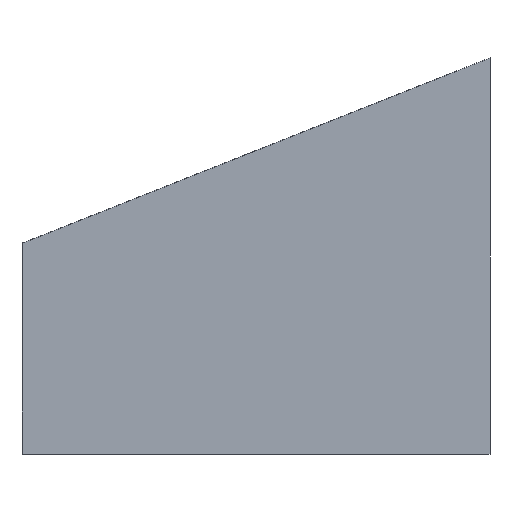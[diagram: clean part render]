
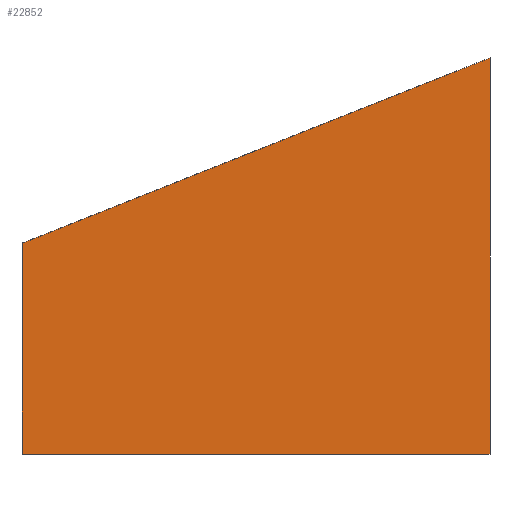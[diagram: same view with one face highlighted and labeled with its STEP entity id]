
A CAD part, left-side view. The second image highlights one B-rep face of the part: STEP entity #22852.
In plain terms, the highlighted planar face has unit normal (-1, 0, 0).
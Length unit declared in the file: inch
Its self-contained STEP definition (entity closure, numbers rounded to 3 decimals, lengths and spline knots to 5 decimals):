
#1=DIRECTION('',(0.,0.,1.));
#2=VECTOR('',#1,1.85039);
#3=CARTESIAN_POINT('',(0.,0.04724,-0.15748));
#4=LINE('',#3,#2);
#5=DIRECTION('',(0.,0.93,-0.369));
#6=VECTOR('',#5,2.35045);
#7=CARTESIAN_POINT('',(0.,0.04724,1.69291));
#8=LINE('',#7,#6);
#69=DIRECTION('',(0.,0.,1.));
#70=VECTOR('',#69,0.98425);
#71=CARTESIAN_POINT('',(0.,2.23228,-0.15748));
#72=LINE('',#71,#70);
#85=DIRECTION('',(0.,1.,0.));
#86=VECTOR('',#85,2.18504);
#87=CARTESIAN_POINT('',(0.,0.04724,-0.15748));
#88=LINE('',#87,#86);
#18231=CARTESIAN_POINT('',(0.,0.04724,-0.15748));
#18232=CARTESIAN_POINT('',(0.,0.04724,1.69291));
#18233=VERTEX_POINT('',#18231);
#18234=VERTEX_POINT('',#18232);
#18235=CARTESIAN_POINT('',(0.,2.23228,0.82677));
#18236=VERTEX_POINT('',#18235);
#18237=CARTESIAN_POINT('',(0.,2.23228,-0.15748));
#18238=VERTEX_POINT('',#18237);
#22837=CARTESIAN_POINT('',(0.,0.04724,0.82677));
#22838=DIRECTION('',(-1.,0.,0.));
#22839=DIRECTION('',(0.,-1.,0.));
#22840=AXIS2_PLACEMENT_3D('',#22837,#22838,#22839);
#22841=PLANE('',#22840);
#22843=ORIENTED_EDGE('',*,*,#22842,.F.);
#22845=ORIENTED_EDGE('',*,*,#22844,.T.);
#22847=ORIENTED_EDGE('',*,*,#22846,.T.);
#22849=ORIENTED_EDGE('',*,*,#22848,.F.);
#22850=EDGE_LOOP('',(#22843,#22845,#22847,#22849));
#22851=FACE_OUTER_BOUND('',#22850,.F.);
#22852=ADVANCED_FACE('',(#22851),#22841,.T.);
#22842=EDGE_CURVE('',#18233,#18234,#4,.T.);
#22844=EDGE_CURVE('',#18233,#18238,#88,.T.);
#22846=EDGE_CURVE('',#18238,#18236,#72,.T.);
#22848=EDGE_CURVE('',#18234,#18236,#8,.T.);
